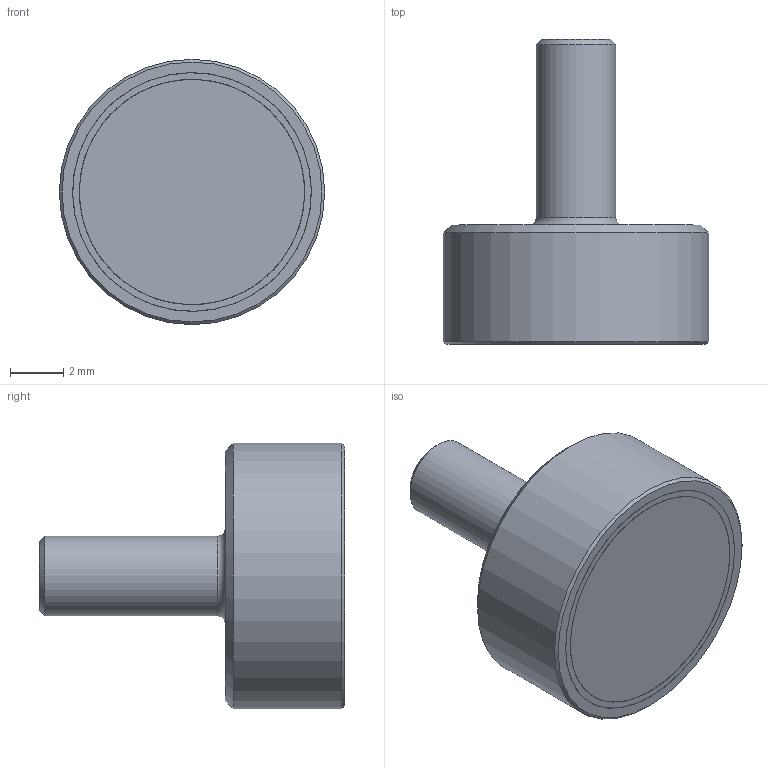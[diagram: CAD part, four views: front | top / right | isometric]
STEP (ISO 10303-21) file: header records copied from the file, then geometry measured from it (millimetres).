
FILE_DESCRIPTION(/* description */ (''),/* implementation_level */ '2;1');
FILE_NAME(/* name */ 'GM16701 -.stp',/* time_stamp */ '2019-09-25T15:13:24+02:00',/* author */ ('PV'),/* organization */ (''),/* preprocessor_version */ 'ST-DEVELOPER v17.2',/* originating_system */ 'Autodesk Inventor 2019',/* authorisation */ '');
FILE_SCHEMA (('AUTOMOTIVE_DESIGN { 1 0 10303 214 3 1 1 }'));
Length unit declared in the file: millimetre
Products named in the file (4): GM16701; E0122236; E0122234; E0122235
Assembly tree (3 placements, depth 2):
  GM16701
    E0122236
    E0122234
    E0122235
Bounding box: 10 x 11.5 x 10 mm (x, y, z)
Volume: 401.4 mm3; surface area: 811.7 mm2
Topology: 3 solids, 3 shells, 18 faces, 32 edges, 22 vertices
Faces by surface type: plane 8, cylinder 6, cone 3, torus 1
Full cylindrical faces by diameter (mm): 3 x1, 8.5 x2, 9 x2, 10 x1
Entity records: 623 total; most frequent: DIRECTION 105, CARTESIAN_POINT 79, ORIENTED_EDGE 64, AXIS2_PLACEMENT_3D 48, EDGE_CURVE 32, CIRCLE 23, EDGE_LOOP 22, VERTEX_POINT 22
